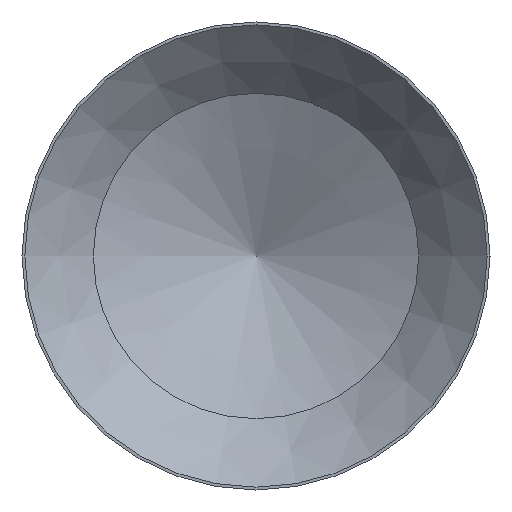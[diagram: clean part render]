
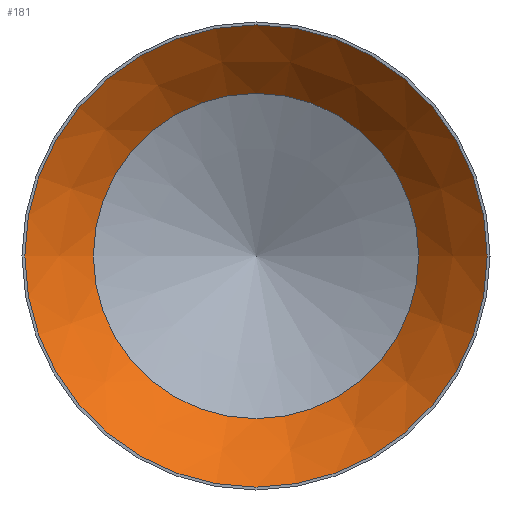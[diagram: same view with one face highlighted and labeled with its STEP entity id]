
A CAD part, front view. The second image highlights one B-rep face of the part: STEP entity #181.
In plain terms, the highlighted conical face has half-angle 45 degrees and reference radius 2.025 mm.
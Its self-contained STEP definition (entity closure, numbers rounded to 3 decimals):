
#181=ADVANCED_FACE('',(#233,#234),#213,.F.);
#213=CONICAL_SURFACE('',#578,2.025,45.);
#233=FACE_BOUND('',#277,.T.);
#234=FACE_BOUND('',#278,.T.);
#277=EDGE_LOOP('',(#334));
#278=EDGE_LOOP('',(#335));
#334=ORIENTED_EDGE('',*,*,#486,.F.);
#335=ORIENTED_EDGE('',*,*,#485,.T.);
#441=VERTEX_POINT('',#843);
#442=VERTEX_POINT('',#846);
#485=EDGE_CURVE('',#441,#441,#540,.T.);
#486=EDGE_CURVE('',#442,#442,#541,.T.);
#540=CIRCLE('',#575,2.025);
#541=CIRCLE('',#577,1.425);
#575=AXIS2_PLACEMENT_3D('',#842,#650,#651);
#577=AXIS2_PLACEMENT_3D('',#845,#654,#655);
#578=AXIS2_PLACEMENT_3D('',#847,#656,#657);
#650=DIRECTION('',(0.,-1.,0.));
#651=DIRECTION('',(1.,0.,0.));
#654=DIRECTION('',(0.,-1.,0.));
#655=DIRECTION('',(1.,0.,0.));
#656=DIRECTION('',(0.,-1.,0.));
#657=DIRECTION('',(1.,0.,0.));
#842=CARTESIAN_POINT('',(-1.546,-11.878,0.));
#843=CARTESIAN_POINT('',(0.479,-11.878,0.));
#845=CARTESIAN_POINT('',(-1.546,-11.278,0.));
#846=CARTESIAN_POINT('',(-0.121,-11.278,0.));
#847=CARTESIAN_POINT('',(-1.546,-11.878,0.));
